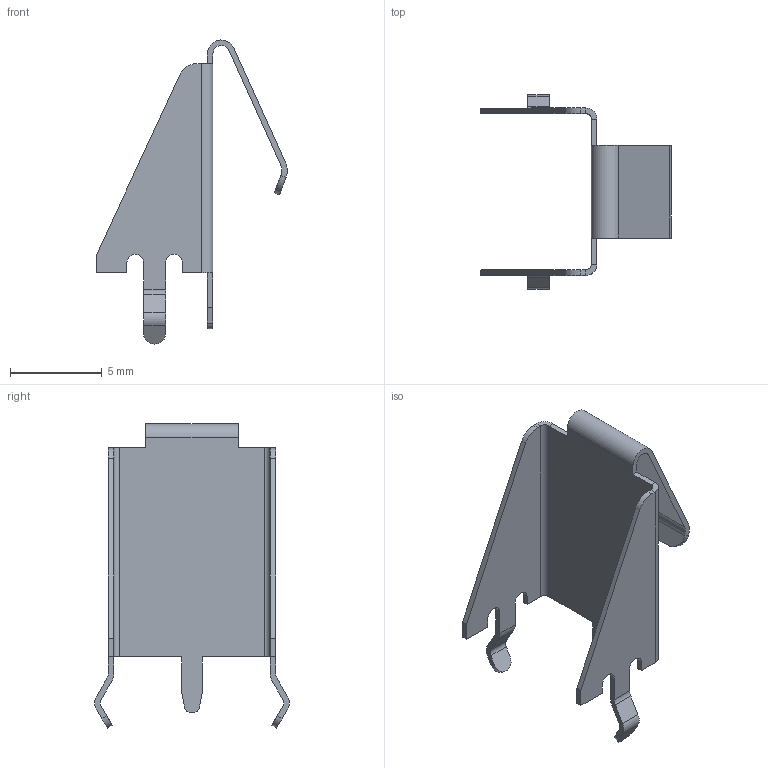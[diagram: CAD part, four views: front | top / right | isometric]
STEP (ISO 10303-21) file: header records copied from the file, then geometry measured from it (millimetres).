
FILE_DESCRIPTION(/* description */ (''),/* implementation_level */ '2;1');
FILE_NAME(/* name */ 'Keystone - 590.step',/* time_stamp */ '2020-04-02T15:14:13+01:00',/* author */ (''),/* organization */ (''),/* preprocessor_version */ 'ST-DEVELOPER v18',/* originating_system */ 'Autodesk Translation Framework v8.12.0.6',/* authorisation */ '');
FILE_SCHEMA (('AUTOMOTIVE_DESIGN { 1 0 10303 214 3 1 1 }'));
Length unit declared in the file: millimetre
Products named in the file (1): Keystone - 590
Bounding box: 10.41 x 10.62 x 16.61 mm (x, y, z)
Volume: 76.7 mm3; surface area: 535.2 mm2
Topology: 1 solids, 1 shells, 80 faces, 218 edges, 140 vertices
Faces by surface type: plane 52, cylinder 28
Entity records: 2554 total; most frequent: CARTESIAN_POINT 451, ORIENTED_EDGE 436, DIRECTION 432, EDGE_CURVE 218, LINE 158, VECTOR 158, VERTEX_POINT 140, AXIS2_PLACEMENT_3D 137
